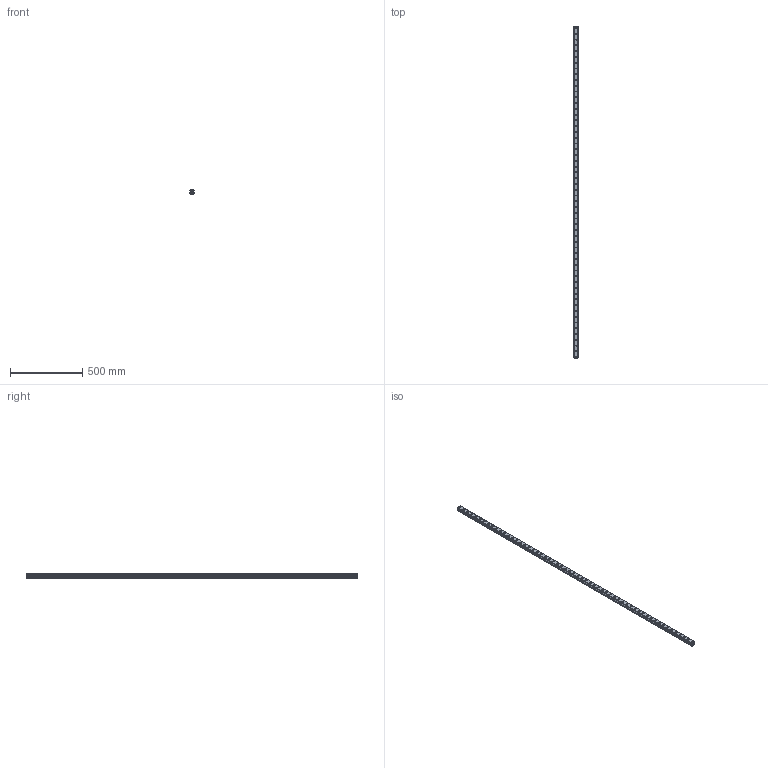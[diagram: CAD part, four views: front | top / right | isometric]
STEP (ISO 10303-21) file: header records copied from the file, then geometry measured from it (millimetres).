
FILE_DESCRIPTION(('STEP AP214'),'1');
FILE_NAME('cctmp_763BC1BE-8949-4DBD-B406-8A6230E70E94_2021_03_11_11_44_32_0042..stp','2021-03-11T10:44:32',('HIWIN GmbH'),('CADClick - www.CADClick.com'),'Spatial InterOp 3D',' ','unknown authorization');
FILE_SCHEMA(('AUTOMOTIVE_DESIGN'));
Length unit declared in the file: millimetre
Products named in the file (1): RGR30R2300H_FILE
Bounding box: 28 x 2300 x 28 mm (x, y, z)
Volume: 1318546.9 mm3; surface area: 341983.5 mm2
Topology: 1 solids, 1 shells, 637 faces, 1371 edges, 914 vertices
Faces by surface type: cylinder 366, plane 271
Entity records: 22737 total; most frequent: DIRECTION 3379, CARTESIAN_POINT 2923, ORIENTED_EDGE 2742, EDGE_CURVE 1371, AXIS2_PLACEMENT_3D 1370, VERTEX_POINT 914, EDGE_LOOP 815, CIRCLE 732
